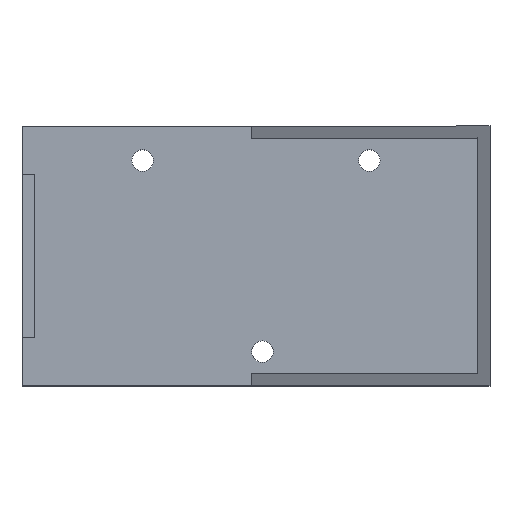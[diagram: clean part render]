
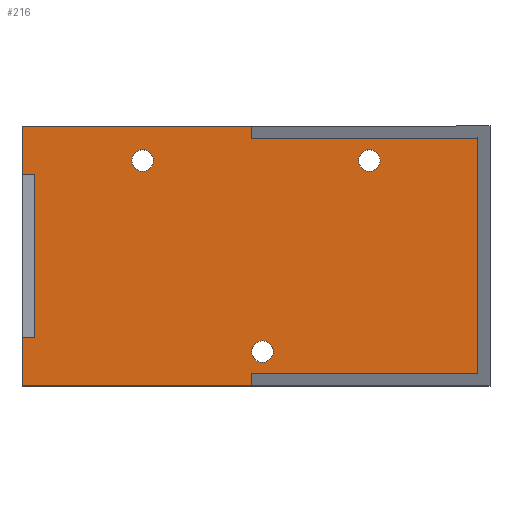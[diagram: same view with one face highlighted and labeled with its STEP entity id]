
A CAD part, top view. The second image highlights one B-rep face of the part: STEP entity #216.
In plain terms, the highlighted planar face has unit normal (0, 0, 1).
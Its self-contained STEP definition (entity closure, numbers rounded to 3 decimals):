
#62 = VERTEX_POINT('',#63);
#63 = CARTESIAN_POINT('',(-27.25,9.525,4.));
#71 = VERTEX_POINT('',#72);
#72 = CARTESIAN_POINT('',(-27.25,-9.475,4.));
#93 = EDGE_CURVE('',#94,#71,#96,.T.);
#94 = VERTEX_POINT('',#95);
#95 = CARTESIAN_POINT('',(-25.85,-9.475,4.));
#96 = LINE('',#97,#98);
#97 = CARTESIAN_POINT('',(-25.85,-9.475,4.));
#98 = VECTOR('',#99,1.);
#99 = DIRECTION('',(-1.,0.,0.));
#117 = VERTEX_POINT('',#118);
#118 = CARTESIAN_POINT('',(-25.85,9.525,4.));
#126 = EDGE_CURVE('',#117,#94,#127,.T.);
#127 = LINE('',#128,#129);
#128 = CARTESIAN_POINT('',(-25.85,9.525,4.));
#129 = VECTOR('',#130,1.);
#130 = DIRECTION('',(0.,-1.,0.));
#143 = EDGE_CURVE('',#117,#62,#144,.T.);
#144 = LINE('',#145,#146);
#145 = CARTESIAN_POINT('',(-25.85,9.525,4.));
#146 = VECTOR('',#147,1.);
#147 = DIRECTION('',(-1.,0.,0.));
#168 = VERTEX_POINT('',#169);
#169 = CARTESIAN_POINT('',(-27.25,15.125,4.));
#175 = EDGE_CURVE('',#168,#62,#176,.T.);
#176 = LINE('',#177,#178);
#177 = CARTESIAN_POINT('',(-27.25,-15.125,4.));
#178 = VECTOR('',#179,1.);
#179 = DIRECTION('',(0.,-1.,0.));
#182 = EDGE_CURVE('',#71,#183,#185,.T.);
#183 = VERTEX_POINT('',#184);
#184 = CARTESIAN_POINT('',(-27.25,-15.125,4.));
#185 = LINE('',#186,#187);
#186 = CARTESIAN_POINT('',(-27.25,-15.125,4.));
#187 = VECTOR('',#188,1.);
#188 = DIRECTION('',(0.,-1.,0.));
#216 = ADVANCED_FACE('',(#217,#278,#298,#318),#338,.T.);
#217 = FACE_BOUND('',#218,.T.);
#218 = EDGE_LOOP('',(#219,#229,#237,#245,#253,#261,#267,#268,#269,#270,
    #271,#272));
#219 = ORIENTED_EDGE('',*,*,#220,.F.);
#220 = EDGE_CURVE('',#221,#223,#225,.T.);
#221 = VERTEX_POINT('',#222);
#222 = CARTESIAN_POINT('',(-0.5,-13.725,4.));
#223 = VERTEX_POINT('',#224);
#224 = CARTESIAN_POINT('',(-0.5,-15.125,4.));
#225 = LINE('',#226,#227);
#226 = CARTESIAN_POINT('',(-0.5,-13.725,4.));
#227 = VECTOR('',#228,1.);
#228 = DIRECTION('',(0.,-1.,0.));
#229 = ORIENTED_EDGE('',*,*,#230,.T.);
#230 = EDGE_CURVE('',#221,#231,#233,.T.);
#231 = VERTEX_POINT('',#232);
#232 = CARTESIAN_POINT('',(25.85,-13.725,4.));
#233 = LINE('',#234,#235);
#234 = CARTESIAN_POINT('',(-0.5,-13.725,4.));
#235 = VECTOR('',#236,1.);
#236 = DIRECTION('',(1.,0.,0.));
#237 = ORIENTED_EDGE('',*,*,#238,.T.);
#238 = EDGE_CURVE('',#231,#239,#241,.T.);
#239 = VERTEX_POINT('',#240);
#240 = CARTESIAN_POINT('',(25.85,13.725,4.));
#241 = LINE('',#242,#243);
#242 = CARTESIAN_POINT('',(25.85,-13.725,4.));
#243 = VECTOR('',#244,1.);
#244 = DIRECTION('',(0.,1.,0.));
#245 = ORIENTED_EDGE('',*,*,#246,.T.);
#246 = EDGE_CURVE('',#239,#247,#249,.T.);
#247 = VERTEX_POINT('',#248);
#248 = CARTESIAN_POINT('',(-0.5,13.725,4.));
#249 = LINE('',#250,#251);
#250 = CARTESIAN_POINT('',(-0.5,13.725,4.));
#251 = VECTOR('',#252,1.);
#252 = DIRECTION('',(-1.,0.,0.));
#253 = ORIENTED_EDGE('',*,*,#254,.T.);
#254 = EDGE_CURVE('',#247,#255,#257,.T.);
#255 = VERTEX_POINT('',#256);
#256 = CARTESIAN_POINT('',(-0.5,15.125,4.));
#257 = LINE('',#258,#259);
#258 = CARTESIAN_POINT('',(-0.5,13.725,4.));
#259 = VECTOR('',#260,1.);
#260 = DIRECTION('',(0.,1.,0.));
#261 = ORIENTED_EDGE('',*,*,#262,.T.);
#262 = EDGE_CURVE('',#255,#168,#263,.T.);
#263 = LINE('',#264,#265);
#264 = CARTESIAN_POINT('',(27.25,15.125,4.));
#265 = VECTOR('',#266,1.);
#266 = DIRECTION('',(-1.,0.,0.));
#267 = ORIENTED_EDGE('',*,*,#175,.T.);
#268 = ORIENTED_EDGE('',*,*,#143,.F.);
#269 = ORIENTED_EDGE('',*,*,#126,.T.);
#270 = ORIENTED_EDGE('',*,*,#93,.T.);
#271 = ORIENTED_EDGE('',*,*,#182,.T.);
#272 = ORIENTED_EDGE('',*,*,#273,.T.);
#273 = EDGE_CURVE('',#183,#223,#274,.T.);
#274 = LINE('',#275,#276);
#275 = CARTESIAN_POINT('',(27.25,-15.125,4.));
#276 = VECTOR('',#277,1.);
#277 = DIRECTION('',(1.,0.,-0.));
#278 = FACE_BOUND('',#279,.T.);
#279 = EDGE_LOOP('',(#280,#291));
#280 = ORIENTED_EDGE('',*,*,#281,.F.);
#281 = EDGE_CURVE('',#282,#284,#286,.T.);
#282 = VERTEX_POINT('',#283);
#283 = CARTESIAN_POINT('',(-13.2,9.875,4.));
#284 = VERTEX_POINT('',#285);
#285 = CARTESIAN_POINT('',(-13.2,12.375,4.));
#286 = CIRCLE('',#287,1.25);
#287 = AXIS2_PLACEMENT_3D('',#288,#289,#290);
#288 = CARTESIAN_POINT('',(-13.2,11.125,4.));
#289 = DIRECTION('',(0.,0.,1.));
#290 = DIRECTION('',(0.,1.,0.));
#291 = ORIENTED_EDGE('',*,*,#292,.F.);
#292 = EDGE_CURVE('',#284,#282,#293,.T.);
#293 = CIRCLE('',#294,1.25);
#294 = AXIS2_PLACEMENT_3D('',#295,#296,#297);
#295 = CARTESIAN_POINT('',(-13.2,11.125,4.));
#296 = DIRECTION('',(0.,0.,1.));
#297 = DIRECTION('',(0.,1.,0.));
#298 = FACE_BOUND('',#299,.T.);
#299 = EDGE_LOOP('',(#300,#311));
#300 = ORIENTED_EDGE('',*,*,#301,.F.);
#301 = EDGE_CURVE('',#302,#304,#306,.T.);
#302 = VERTEX_POINT('',#303);
#303 = CARTESIAN_POINT('',(0.75,-12.375,4.));
#304 = VERTEX_POINT('',#305);
#305 = CARTESIAN_POINT('',(0.75,-9.875,4.));
#306 = CIRCLE('',#307,1.25);
#307 = AXIS2_PLACEMENT_3D('',#308,#309,#310);
#308 = CARTESIAN_POINT('',(0.75,-11.125,4.));
#309 = DIRECTION('',(0.,0.,1.));
#310 = DIRECTION('',(0.,1.,0.));
#311 = ORIENTED_EDGE('',*,*,#312,.F.);
#312 = EDGE_CURVE('',#304,#302,#313,.T.);
#313 = CIRCLE('',#314,1.25);
#314 = AXIS2_PLACEMENT_3D('',#315,#316,#317);
#315 = CARTESIAN_POINT('',(0.75,-11.125,4.));
#316 = DIRECTION('',(0.,0.,1.));
#317 = DIRECTION('',(0.,1.,0.));
#318 = FACE_BOUND('',#319,.T.);
#319 = EDGE_LOOP('',(#320,#331));
#320 = ORIENTED_EDGE('',*,*,#321,.F.);
#321 = EDGE_CURVE('',#322,#324,#326,.T.);
#322 = VERTEX_POINT('',#323);
#323 = CARTESIAN_POINT('',(13.2,9.875,4.));
#324 = VERTEX_POINT('',#325);
#325 = CARTESIAN_POINT('',(13.2,12.375,4.));
#326 = CIRCLE('',#327,1.25);
#327 = AXIS2_PLACEMENT_3D('',#328,#329,#330);
#328 = CARTESIAN_POINT('',(13.2,11.125,4.));
#329 = DIRECTION('',(0.,0.,1.));
#330 = DIRECTION('',(0.,1.,0.));
#331 = ORIENTED_EDGE('',*,*,#332,.F.);
#332 = EDGE_CURVE('',#324,#322,#333,.T.);
#333 = CIRCLE('',#334,1.25);
#334 = AXIS2_PLACEMENT_3D('',#335,#336,#337);
#335 = CARTESIAN_POINT('',(13.2,11.125,4.));
#336 = DIRECTION('',(0.,0.,1.));
#337 = DIRECTION('',(0.,1.,0.));
#338 = PLANE('',#339);
#339 = AXIS2_PLACEMENT_3D('',#340,#341,#342);
#340 = CARTESIAN_POINT('',(-26.851,11.624,4.));
#341 = DIRECTION('',(0.,0.,1.));
#342 = DIRECTION('',(0.,1.,0.));
